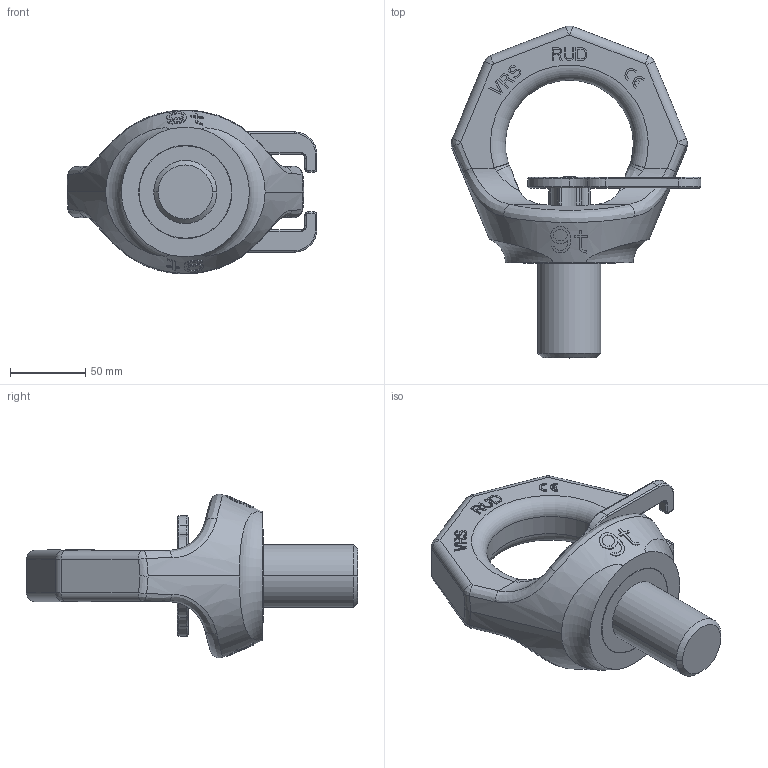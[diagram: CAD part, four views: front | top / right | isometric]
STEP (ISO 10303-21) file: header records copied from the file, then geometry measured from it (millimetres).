
FILE_DESCRIPTION((''),'2;1');
FILE_NAME('001-M32987-P-2_ASM','2018-08-21T',('Andreas.Wendler'),(''),'PRO/ENGINEER BY PARAMETRIC TECHNOLOGY CORPORATION, 2011490','PRO/ENGINEER BY PARAMETRIC TECHNOLOGY CORPORATION, 2011490','');
FILE_SCHEMA(('CONFIG_CONTROL_DESIGN'));
Length unit declared in the file: millimetre
Products named in the file (4): 001-M32987-P-1; 001-M32458-P-1; 001-M31156-P-3; 001-M32987-P-2_ASM
Assembly tree (3 placements, depth 2):
  001-M32987-P-2_ASM
    001-M32987-P-1
    001-M32458-P-1
    001-M31156-P-3
Bounding box: 166.14 x 220.68 x 109.04 mm (x, y, z)
Volume: 724358.2 mm3; surface area: 105865.4 mm2
Topology: 3 solids, 3 shells, 666 faces, 1801 edges, 1168 vertices
Faces by surface type: plane 506, cylinder 78, bspline 40, torus 40, cone 2
Entity records: 24167 total; most frequent: CARTESIAN_POINT 8060, ORIENTED_EDGE 3602, DIRECTION 2901, EDGE_CURVE 1801, VECTOR 1187, LINE 1187, VERTEX_POINT 1168, AXIS2_PLACEMENT_3D 857
